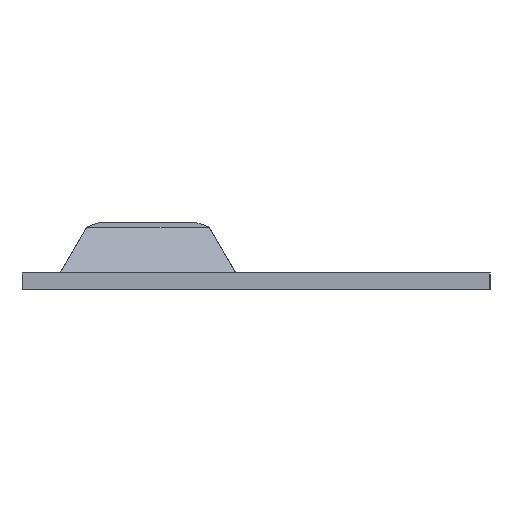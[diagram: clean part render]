
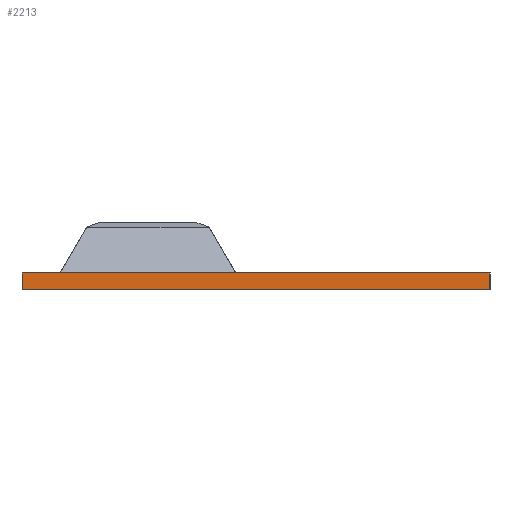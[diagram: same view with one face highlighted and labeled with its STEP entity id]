
A CAD part, left-side view. The second image highlights one B-rep face of the part: STEP entity #2213.
In plain terms, the highlighted planar face has unit normal (-1, 0, 0).
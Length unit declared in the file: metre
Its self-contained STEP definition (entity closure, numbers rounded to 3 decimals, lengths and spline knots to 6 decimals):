
#276=ORIENTED_EDGE('',*,*,#796,.T.);
#277=ORIENTED_EDGE('',*,*,#896,.F.);
#278=ORIENTED_EDGE('',*,*,#869,.F.);
#279=ORIENTED_EDGE('',*,*,#894,.T.);
#796=EDGE_CURVE('',#1109,#1108,#1302,.T.);
#869=EDGE_CURVE('',#1181,#1182,#1350,.T.);
#894=EDGE_CURVE('',#1181,#1109,#1368,.T.);
#896=EDGE_CURVE('',#1182,#1108,#1370,.T.);
#1108=VERTEX_POINT('',#3292);
#1109=VERTEX_POINT('',#3294);
#1181=VERTEX_POINT('',#3439);
#1182=VERTEX_POINT('',#3441);
#1302=LINE('',#3293,#1537);
#1350=LINE('',#3440,#1585);
#1368=LINE('',#3489,#1603);
#1370=LINE('',#3492,#1605);
#1537=VECTOR('',#2614,1.);
#1585=VECTOR('',#2714,1.);
#1603=VECTOR('',#2750,1.);
#1605=VECTOR('',#2754,1.);
#1785=EDGE_LOOP('',(#276,#277,#278,#279));
#1974=FACE_BOUND('',#1785,.T.);
#2127=PLANE('',#2400);
#2213=ADVANCED_FACE('',(#1974),#2127,.F.);
#2400=AXIS2_PLACEMENT_3D('',#3491,#2752,#2753);
#2614=DIRECTION('',(0.,-1.,0.));
#2714=DIRECTION('',(0.,-1.,0.));
#2750=DIRECTION('',(0.,0.,-1.));
#2752=DIRECTION('',(1.,0.,0.));
#2753=DIRECTION('',(0.,1.,0.));
#2754=DIRECTION('',(0.,0.,-1.));
#3292=CARTESIAN_POINT('',(-0.10781,-0.013646,0.01095));
#3293=CARTESIAN_POINT('',(-0.10781,0.028254,0.01095));
#3294=CARTESIAN_POINT('',(-0.10781,0.070154,0.01095));
#3439=CARTESIAN_POINT('',(-0.10781,0.070154,0.01395));
#3440=CARTESIAN_POINT('',(-0.10781,0.028254,0.01395));
#3441=CARTESIAN_POINT('',(-0.10781,-0.013646,0.01395));
#3489=CARTESIAN_POINT('',(-0.10781,0.070154,0.01395));
#3491=CARTESIAN_POINT('',(-0.10781,0.028254,0.01395));
#3492=CARTESIAN_POINT('',(-0.10781,-0.013646,0.01395));
